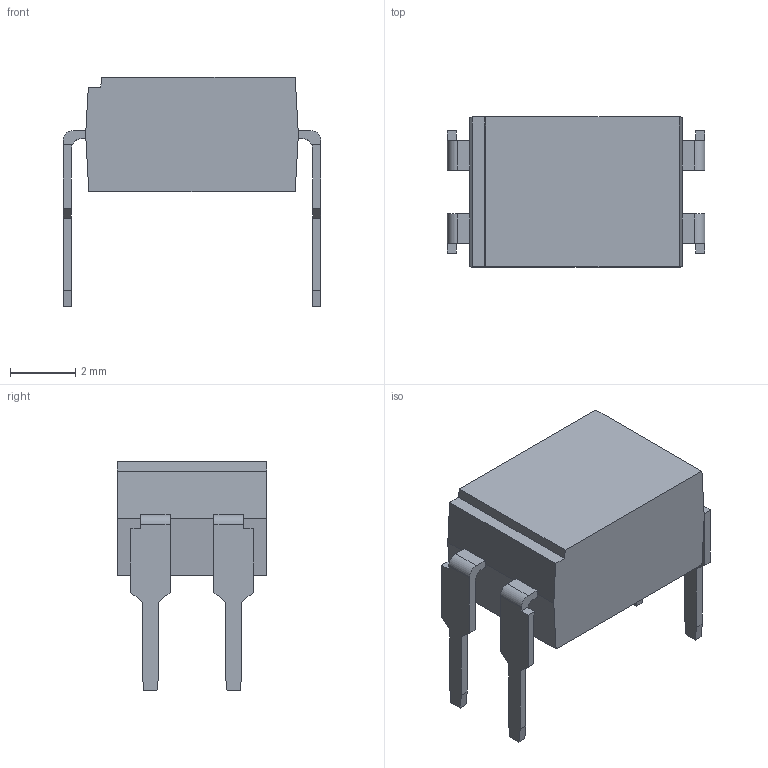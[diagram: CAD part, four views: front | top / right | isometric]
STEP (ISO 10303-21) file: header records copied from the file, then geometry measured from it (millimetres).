
FILE_DESCRIPTION (( 'STEP AP214' ), '1' );
FILE_NAME ('KB814.STEP', '2023-03-22T22:45:44', ( '' ), ( '' ), 'SwSTEP 2.0', 'SolidWorks 2014', '' );
FILE_SCHEMA (( 'AUTOMOTIVE_DESIGN' ));
Length unit declared in the file: millimetre
Products named in the file (1): KB814
Bounding box: 7.87 x 4.58 x 7 mm (x, y, z)
Surface area: 184.6 mm2 (no closed solid volume)
Topology: 0 solids, 5 shells, 86 faces, 244 edges, 160 vertices
Faces by surface type: plane 78, cylinder 8
Entity records: 2755 total; most frequent: CARTESIAN_POINT 491, ORIENTED_EDGE 472, DIRECTION 438, EDGE_CURVE 244, LINE 224, VECTOR 224, VERTEX_POINT 160, AXIS2_PLACEMENT_3D 107
